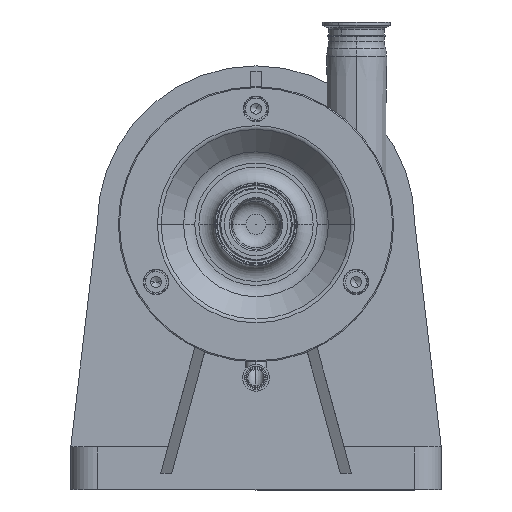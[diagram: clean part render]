
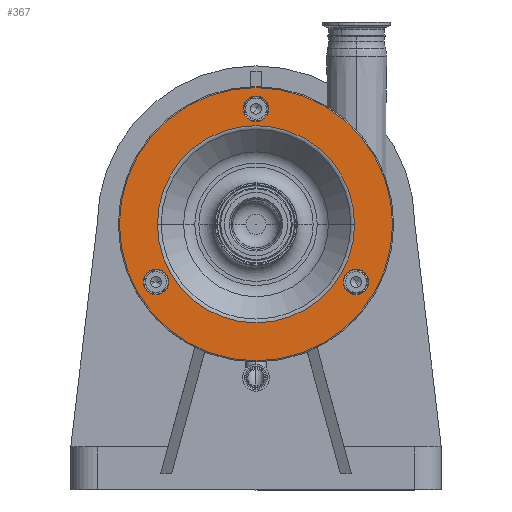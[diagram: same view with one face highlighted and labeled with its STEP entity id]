
A CAD part, top view. The second image highlights one B-rep face of the part: STEP entity #367.
In plain terms, the highlighted planar face has unit normal (0, 0, 1).
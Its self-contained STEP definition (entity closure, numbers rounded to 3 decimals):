
#100 = AXIS2_PLACEMENT_3D ( 'NONE', #1871, #2165, #13816 ) ;
#315 = VERTEX_POINT ( 'NONE', #4404 ) ;
#367 = ADVANCED_FACE ( 'NONE', ( #10595, #14972, #14585, #2953, #7490 ), #1485, .F. ) ;
#480 = DIRECTION ( 'NONE',  ( 0., 0., -1. ) ) ;
#574 = VERTEX_POINT ( 'NONE', #6864 ) ;
#616 = ORIENTED_EDGE ( 'NONE', *, *, #11313, .T. ) ;
#1199 = CIRCLE ( 'NONE', #3691, 93.071 ) ;
#1485 = PLANE ( 'NONE',  #9683 ) ;
#1550 = AXIS2_PLACEMENT_3D ( 'NONE', #18879, #4095, #10000 ) ;
#1696 = CARTESIAN_POINT ( 'NONE',  ( 0., 250., 93.5 ) ) ;
#1699 = AXIS2_PLACEMENT_3D ( 'NONE', #7131, #2774, #2487 ) ;
#1738 = VERTEX_POINT ( 'NONE', #5928 ) ;
#1806 = VERTEX_POINT ( 'NONE', #16415 ) ;
#1820 = CARTESIAN_POINT ( 'NONE',  ( 129., 250., 93.5 ) ) ;
#1871 = CARTESIAN_POINT ( 'NONE',  ( 0., 250., 93.5 ) ) ;
#1976 = EDGE_CURVE ( 'NONE', #574, #3366, #14377, .T. ) ;
#2126 = ORIENTED_EDGE ( 'NONE', *, *, #11392, .T. ) ;
#2165 = DIRECTION ( 'NONE',  ( 0., 0., -1. ) ) ;
#2487 = DIRECTION ( 'NONE',  ( -1., 0., 0. ) ) ;
#2650 = AXIS2_PLACEMENT_3D ( 'NONE', #3194, #9090, #16487 ) ;
#2658 = DIRECTION ( 'NONE',  ( 0., 0., -1. ) ) ;
#2774 = DIRECTION ( 'NONE',  ( 0., 0., -1. ) ) ;
#2953 = FACE_OUTER_BOUND ( 'NONE', #12721, .T. ) ;
#3194 = CARTESIAN_POINT ( 'NONE',  ( -94.397, 195.5, 93.5 ) ) ;
#3365 = EDGE_CURVE ( 'NONE', #315, #5546, #17855, .T. ) ;
#3366 = VERTEX_POINT ( 'NONE', #1820 ) ;
#3421 = CARTESIAN_POINT ( 'NONE',  ( 0., 250., 93.5 ) ) ;
#3691 = AXIS2_PLACEMENT_3D ( 'NONE', #3421, #13513, #12162 ) ;
#4095 = DIRECTION ( 'NONE',  ( 0., 0., -1. ) ) ;
#4404 = CARTESIAN_POINT ( 'NONE',  ( -82.397, 195.5, 93.5 ) ) ;
#4538 = EDGE_CURVE ( 'NONE', #17326, #1738, #12688, .T. ) ;
#4594 = DIRECTION ( 'NONE',  ( -1., 0., 0. ) ) ;
#5348 = EDGE_LOOP ( 'NONE', ( #8553, #12442 ) ) ;
#5546 = VERTEX_POINT ( 'NONE', #10209 ) ;
#5690 = EDGE_CURVE ( 'NONE', #11003, #1806, #17082, .T. ) ;
#5928 = CARTESIAN_POINT ( 'NONE',  ( 93.071, 250., 93.5 ) ) ;
#6349 = ORIENTED_EDGE ( 'NONE', *, *, #4538, .T. ) ;
#6864 = CARTESIAN_POINT ( 'NONE',  ( -129., 250., 93.5 ) ) ;
#6898 = CIRCLE ( 'NONE', #10609, 12. ) ;
#7131 = CARTESIAN_POINT ( 'NONE',  ( 94.397, 195.5, 93.5 ) ) ;
#7215 = ORIENTED_EDGE ( 'NONE', *, *, #5690, .T. ) ;
#7490 = FACE_BOUND ( 'NONE', #12736, .T. ) ;
#7714 = CARTESIAN_POINT ( 'NONE',  ( 106.397, 195.5, 93.5 ) ) ;
#8553 = ORIENTED_EDGE ( 'NONE', *, *, #18403, .T. ) ;
#8763 = CARTESIAN_POINT ( 'NONE',  ( 0., 250., 93.5 ) ) ;
#9064 = ORIENTED_EDGE ( 'NONE', *, *, #3365, .T. ) ;
#9090 = DIRECTION ( 'NONE',  ( 0., 0., -1. ) ) ;
#9129 = CIRCLE ( 'NONE', #1699, 12. ) ;
#9147 = EDGE_CURVE ( 'NONE', #1806, #11003, #9129, .T. ) ;
#9252 = AXIS2_PLACEMENT_3D ( 'NONE', #1696, #13632, #17934 ) ;
#9356 = VERTEX_POINT ( 'NONE', #9360 ) ;
#9360 = CARTESIAN_POINT ( 'NONE',  ( -12., 359., 93.5 ) ) ;
#9473 = AXIS2_PLACEMENT_3D ( 'NONE', #13319, #480, #13692 ) ;
#9527 = ORIENTED_EDGE ( 'NONE', *, *, #18562, .F. ) ;
#9571 = EDGE_CURVE ( 'NONE', #9356, #13314, #11007, .T. ) ;
#9683 = AXIS2_PLACEMENT_3D ( 'NONE', #11972, #17917, #4594 ) ;
#9841 = ORIENTED_EDGE ( 'NONE', *, *, #1976, .F. ) ;
#10000 = DIRECTION ( 'NONE',  ( -1., 0., 0. ) ) ;
#10130 = DIRECTION ( 'NONE',  ( 0., 0., -1. ) ) ;
#10209 = CARTESIAN_POINT ( 'NONE',  ( -106.397, 195.5, 93.5 ) ) ;
#10595 = FACE_BOUND ( 'NONE', #15890, .T. ) ;
#10609 = AXIS2_PLACEMENT_3D ( 'NONE', #15494, #12782, #15595 ) ;
#11003 = VERTEX_POINT ( 'NONE', #7714 ) ;
#11007 = CIRCLE ( 'NONE', #9473, 12. ) ;
#11313 = EDGE_CURVE ( 'NONE', #5546, #315, #11432, .T. ) ;
#11330 = CARTESIAN_POINT ( 'NONE',  ( -93.071, 250., 93.5 ) ) ;
#11392 = EDGE_CURVE ( 'NONE', #1738, #17326, #1199, .T. ) ;
#11432 = CIRCLE ( 'NONE', #12054, 12. ) ;
#11972 = CARTESIAN_POINT ( 'NONE',  ( 0., 379., 93.5 ) ) ;
#12054 = AXIS2_PLACEMENT_3D ( 'NONE', #17524, #2658, #14490 ) ;
#12162 = DIRECTION ( 'NONE',  ( -1., 0., 0. ) ) ;
#12442 = ORIENTED_EDGE ( 'NONE', *, *, #9571, .T. ) ;
#12688 = CIRCLE ( 'NONE', #9252, 93.071 ) ;
#12721 = EDGE_LOOP ( 'NONE', ( #9841, #9527 ) ) ;
#12736 = EDGE_LOOP ( 'NONE', ( #6349, #2126 ) ) ;
#12782 = DIRECTION ( 'NONE',  ( 0., 0., -1. ) ) ;
#13314 = VERTEX_POINT ( 'NONE', #15819 ) ;
#13319 = CARTESIAN_POINT ( 'NONE',  ( 0., 359., 93.5 ) ) ;
#13513 = DIRECTION ( 'NONE',  ( 0., 0., -1. ) ) ;
#13632 = DIRECTION ( 'NONE',  ( 0., 0., -1. ) ) ;
#13692 = DIRECTION ( 'NONE',  ( -1., 0., 0. ) ) ;
#13719 = AXIS2_PLACEMENT_3D ( 'NONE', #8763, #10130, #16263 ) ;
#13816 = DIRECTION ( 'NONE',  ( -1., 0., 0. ) ) ;
#13962 = ORIENTED_EDGE ( 'NONE', *, *, #9147, .T. ) ;
#14377 = CIRCLE ( 'NONE', #100, 129. ) ;
#14490 = DIRECTION ( 'NONE',  ( -1., 0., 0. ) ) ;
#14585 = FACE_BOUND ( 'NONE', #5348, .T. ) ;
#14910 = CIRCLE ( 'NONE', #13719, 129. ) ;
#14972 = FACE_BOUND ( 'NONE', #17498, .T. ) ;
#15494 = CARTESIAN_POINT ( 'NONE',  ( 0., 359., 93.5 ) ) ;
#15595 = DIRECTION ( 'NONE',  ( -1., 0., 0. ) ) ;
#15819 = CARTESIAN_POINT ( 'NONE',  ( 12., 359., 93.5 ) ) ;
#15890 = EDGE_LOOP ( 'NONE', ( #7215, #13962 ) ) ;
#16263 = DIRECTION ( 'NONE',  ( -1., 0., 0. ) ) ;
#16415 = CARTESIAN_POINT ( 'NONE',  ( 82.397, 195.5, 93.5 ) ) ;
#16487 = DIRECTION ( 'NONE',  ( -1., 0., 0. ) ) ;
#17082 = CIRCLE ( 'NONE', #1550, 12. ) ;
#17326 = VERTEX_POINT ( 'NONE', #11330 ) ;
#17498 = EDGE_LOOP ( 'NONE', ( #9064, #616 ) ) ;
#17524 = CARTESIAN_POINT ( 'NONE',  ( -94.397, 195.5, 93.5 ) ) ;
#17855 = CIRCLE ( 'NONE', #2650, 12. ) ;
#17917 = DIRECTION ( 'NONE',  ( 0., 0., -1. ) ) ;
#17934 = DIRECTION ( 'NONE',  ( -1., 0., 0. ) ) ;
#18403 = EDGE_CURVE ( 'NONE', #13314, #9356, #6898, .T. ) ;
#18562 = EDGE_CURVE ( 'NONE', #3366, #574, #14910, .T. ) ;
#18879 = CARTESIAN_POINT ( 'NONE',  ( 94.397, 195.5, 93.5 ) ) ;
